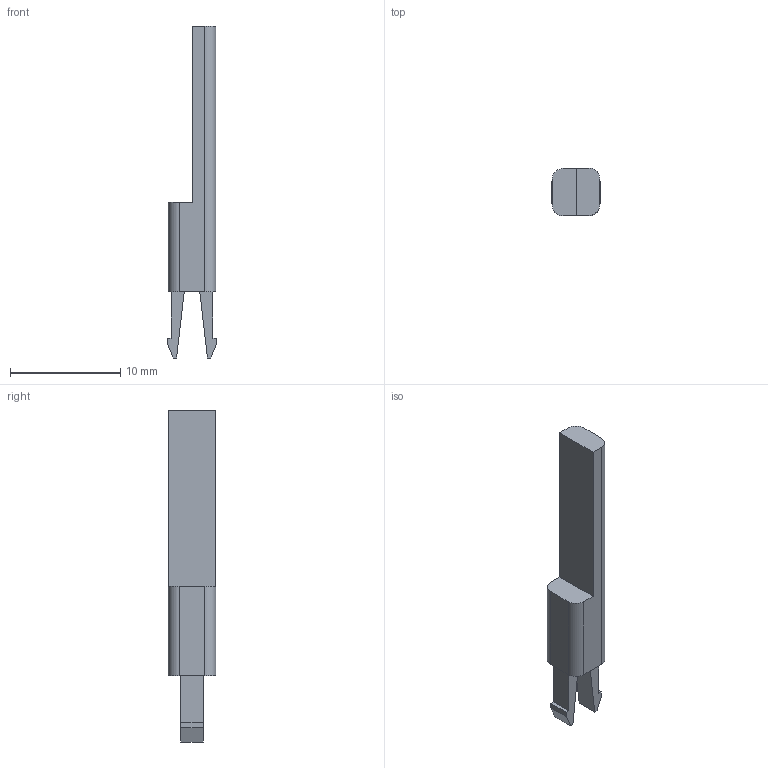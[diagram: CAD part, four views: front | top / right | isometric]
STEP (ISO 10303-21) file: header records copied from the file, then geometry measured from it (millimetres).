
FILE_DESCRIPTION(/* description */ (''),/* implementation_level */ '2;1');
FILE_NAME(/* name */ '100595175ugm000_b.stp',/* time_stamp */ '2019-10-28T13:22:04+01:00',/* author */ (''),/* organization */ (''),/* preprocessor_version */ 'ST-DEVELOPER v16.7',/* originating_system */ 'SIEMENS PLM Software NX 12.0',/* authorisation */ '');
FILE_SCHEMA (('AUTOMOTIVE_DESIGN { 1 0 10303 214 3 1 1 1 }'));
Length unit declared in the file: millimetre
Products named in the file (1): 100595175ugm000_b
Bounding box: 4.5 x 4.3 x 30.1 mm (x, y, z)
Volume: 301.9 mm3; surface area: 420.1 mm2
Topology: 1 solids, 1 shells, 130 faces, 333 edges, 223 vertices
Faces by surface type: plane 114, cylinder 14, extrusion 2
Full cylindrical faces by diameter (mm): 0.22 x1, 0.26 x1
Entity records: 4711 total; most frequent: CARTESIAN_POINT 799, ORIENTED_EDGE 662, DIRECTION 615, EDGE_CURVE 331, VECTOR 301, LINE 299, VERTEX_POINT 222, AXIS2_PLACEMENT_3D 157
